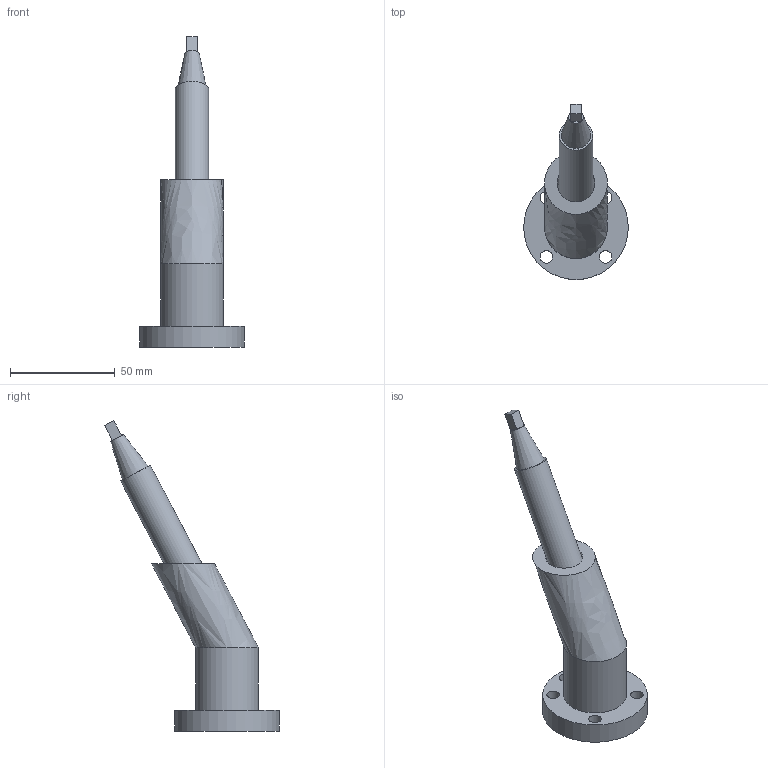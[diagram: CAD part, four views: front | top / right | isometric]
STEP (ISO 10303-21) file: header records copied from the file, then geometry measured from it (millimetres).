
FILE_DESCRIPTION(/* description */ (''),/* implementation_level */ '2;1');
FILE_NAME(/* name */ 'BridaMarcadorEnC.stp',/* time_stamp */ '2023-09-05T22:13:55-05:00',/* author */ ('Juandrosa'),/* organization */ (''),/* preprocessor_version */ 'ST-DEVELOPER v19.2',/* originating_system */ 'Autodesk Inventor 2024',/* authorisation */ '');
FILE_SCHEMA (('AUTOMOTIVE_DESIGN { 1 0 10303 214 3 1 1 }'));
Products named in the file (5): BridaMarcadorEn; BridaEnsamble; base; SoporteMarcador; marcador
Assembly tree (4 placements, depth 3):
  BridaMarcadorEn
    BridaEnsamble
      base
      SoporteMarcador
    marcador
Bounding box: 50 x 83.47 x 148.35 mm (x, y, z)
Volume: 68059.3 mm3; surface area: 23889.4 mm2
Topology: 3 solids, 3 shells, 30 faces, 55 edges, 34 vertices
Faces by surface type: plane 17, cylinder 10, bspline 2, cone 1
Full cylindrical faces by diameter (mm): 6 x5, 14 x1, 16 x1, 18 x1, 30 x1, 50 x1
Entity records: 1005 total; most frequent: CARTESIAN_POINT 164, DIRECTION 157, ORIENTED_EDGE 110, AXIS2_PLACEMENT_3D 67, EDGE_CURVE 55, EDGE_LOOP 47, VERTEX_POINT 34, FACE_OUTER_BOUND 30
